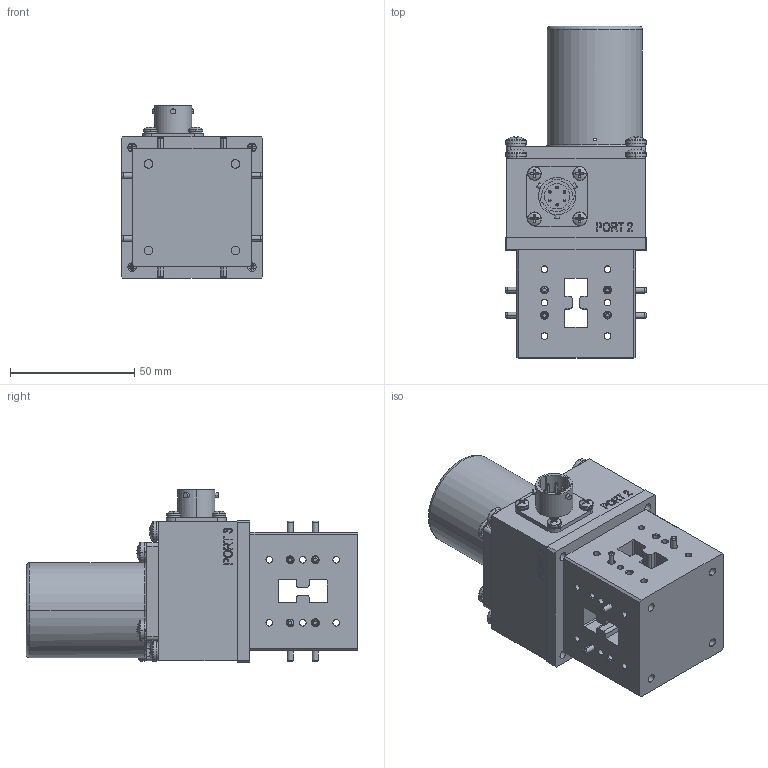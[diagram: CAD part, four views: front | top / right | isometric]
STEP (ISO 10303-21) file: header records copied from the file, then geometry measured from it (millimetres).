
FILE_DESCRIPTION (( 'STEP AP203' ), '1' );
FILE_NAME ('WRD580 SEALED SMI.STEP', '2016-08-26T12:13:30', ( '' ), ( '' ), 'SwSTEP 2.0', 'SolidWorks 2016', '' );
FILE_SCHEMA (( 'CONFIG_CONTROL_DESIGN' ));
Length unit declared in the file: inch
Products named in the file (1): WRD580 SEALED SMI
Bounding box: 57.15 x 133.65 x 69.44 mm (x, y, z)
Surface area: 44546.1 mm2 (no closed solid volume)
Topology: 0 solids, 38 shells, 707 faces, 2295 edges, 1605 vertices
Faces by surface type: plane 323, cylinder 221, torus 57, bspline 50, cone 32, sphere 24
Entity records: 30206 total; most frequent: CARTESIAN_POINT 10284, DIRECTION 4181, ORIENTED_EDGE 3657, EDGE_CURVE 2295, VERTEX_POINT 1605, AXIS2_PLACEMENT_3D 1536, VECTOR 1109, LINE 1109
